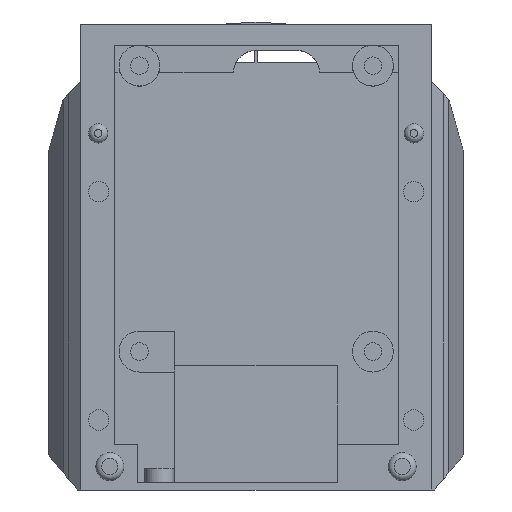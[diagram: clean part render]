
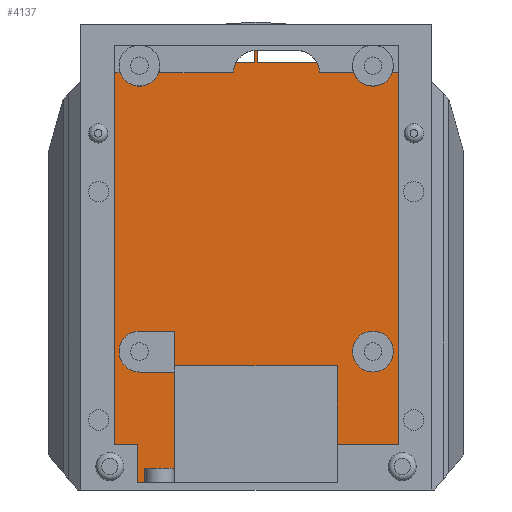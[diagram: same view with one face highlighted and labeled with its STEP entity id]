
A CAD part, front view. The second image highlights one B-rep face of the part: STEP entity #4137.
In plain terms, the highlighted planar face has unit normal (0, -1, 0).
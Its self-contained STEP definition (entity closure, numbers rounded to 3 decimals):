
#37=FACE_BOUND('',#549,.T.);
#110=PLANE('',#4434);
#311=FACE_OUTER_BOUND('',#548,.T.);
#548=EDGE_LOOP('',(#3079,#3080,#3081,#3082,#3083,#3084,#3085,#3086,#3087,
#3088,#3089,#3090,#3091,#3092,#3093,#3094,#3095,#3096,#3097,#3098,#3099,
#3100,#3101,#3102,#3103,#3104,#3105));
#549=EDGE_LOOP('',(#3106));
#811=CIRCLE('',#4415,3.75);
#812=CIRCLE('',#4416,3.75);
#813=CIRCLE('',#4419,3.75);
#815=CIRCLE('',#4425,3.5);
#817=CIRCLE('',#4429,3.5);
#821=CIRCLE('',#4435,3.5);
#822=CIRCLE('',#4436,3.5);
#942=LINE('',#6127,#1429);
#959=LINE('',#6167,#1446);
#965=LINE('',#6183,#1452);
#968=LINE('',#6190,#1455);
#978=LINE('',#6211,#1465);
#983=LINE('',#6229,#1470);
#984=LINE('',#6231,#1471);
#985=LINE('',#6233,#1472);
#986=LINE('',#6235,#1473);
#987=LINE('',#6237,#1474);
#988=LINE('',#6239,#1475);
#989=LINE('',#6243,#1476);
#990=LINE('',#6245,#1477);
#991=LINE('',#6247,#1478);
#992=LINE('',#6249,#1479);
#993=LINE('',#6251,#1480);
#994=LINE('',#6252,#1481);
#995=LINE('',#6254,#1482);
#996=LINE('',#6255,#1483);
#997=LINE('',#6257,#1484);
#998=LINE('',#6258,#1485);
#1429=VECTOR('',#4894,10.);
#1446=VECTOR('',#4923,10.);
#1452=VECTOR('',#4943,10.);
#1455=VECTOR('',#4952,10.);
#1465=VECTOR('',#4970,10.);
#1470=VECTOR('',#4989,10.);
#1471=VECTOR('',#4990,10.);
#1472=VECTOR('',#4991,10.);
#1473=VECTOR('',#4992,10.);
#1474=VECTOR('',#4993,10.);
#1475=VECTOR('',#4994,10.);
#1476=VECTOR('',#4997,10.);
#1477=VECTOR('',#4998,10.);
#1478=VECTOR('',#4999,10.);
#1479=VECTOR('',#5000,10.);
#1480=VECTOR('',#5001,10.);
#1481=VECTOR('',#5002,10.);
#1482=VECTOR('',#5003,10.);
#1483=VECTOR('',#5004,10.);
#1484=VECTOR('',#5005,10.);
#1485=VECTOR('',#5006,10.);
#1921=VERTEX_POINT('',#6124);
#1922=VERTEX_POINT('',#6126);
#1923=VERTEX_POINT('',#6130);
#1925=VERTEX_POINT('',#6133);
#1927=VERTEX_POINT('',#6139);
#1931=VERTEX_POINT('',#6146);
#1933=VERTEX_POINT('',#6152);
#1937=VERTEX_POINT('',#6159);
#1938=VERTEX_POINT('',#6163);
#1939=VERTEX_POINT('',#6165);
#1940=VERTEX_POINT('',#6169);
#1941=VERTEX_POINT('',#6174);
#1942=VERTEX_POINT('',#6176);
#1956=VERTEX_POINT('',#6228);
#1957=VERTEX_POINT('',#6230);
#1958=VERTEX_POINT('',#6232);
#1959=VERTEX_POINT('',#6234);
#1960=VERTEX_POINT('',#6236);
#1961=VERTEX_POINT('',#6238);
#1962=VERTEX_POINT('',#6240);
#1963=VERTEX_POINT('',#6242);
#1964=VERTEX_POINT('',#6244);
#1965=VERTEX_POINT('',#6246);
#1966=VERTEX_POINT('',#6248);
#1967=VERTEX_POINT('',#6250);
#1968=VERTEX_POINT('',#6253);
#1969=VERTEX_POINT('',#6256);
#1970=VERTEX_POINT('',#6259);
#2341=EDGE_CURVE('',#1922,#1921,#942,.T.);
#2360=EDGE_CURVE('',#1938,#1939,#959,.T.);
#2361=EDGE_CURVE('',#1940,#1937,#811,.T.);
#2363=EDGE_CURVE('',#1933,#1922,#812,.T.);
#2367=EDGE_CURVE('',#1939,#1931,#813,.T.);
#2369=EDGE_CURVE('',#1927,#1940,#965,.T.);
#2373=EDGE_CURVE('',#1925,#1923,#968,.T.);
#2378=EDGE_CURVE('',#1921,#1925,#815,.T.);
#2385=EDGE_CURVE('',#1941,#1942,#978,.T.);
#2386=EDGE_CURVE('',#1942,#1938,#817,.T.);
#2394=EDGE_CURVE('',#1923,#1956,#983,.T.);
#2395=EDGE_CURVE('',#1956,#1957,#984,.T.);
#2396=EDGE_CURVE('',#1957,#1958,#985,.T.);
#2397=EDGE_CURVE('',#1958,#1959,#986,.T.);
#2398=EDGE_CURVE('',#1959,#1960,#987,.T.);
#2399=EDGE_CURVE('',#1960,#1961,#988,.T.);
#2400=EDGE_CURVE('',#1961,#1962,#821,.T.);
#2401=EDGE_CURVE('',#1962,#1963,#989,.T.);
#2402=EDGE_CURVE('',#1963,#1964,#990,.T.);
#2403=EDGE_CURVE('',#1964,#1965,#991,.T.);
#2404=EDGE_CURVE('',#1965,#1966,#992,.T.);
#2405=EDGE_CURVE('',#1966,#1967,#993,.T.);
#2406=EDGE_CURVE('',#1967,#1941,#994,.T.);
#2407=EDGE_CURVE('',#1931,#1968,#995,.T.);
#2408=EDGE_CURVE('',#1968,#1927,#996,.T.);
#2409=EDGE_CURVE('',#1937,#1969,#997,.T.);
#2410=EDGE_CURVE('',#1969,#1933,#998,.T.);
#2411=EDGE_CURVE('',#1970,#1970,#822,.T.);
#3079=ORIENTED_EDGE('',*,*,#2363,.T.);
#3080=ORIENTED_EDGE('',*,*,#2341,.T.);
#3081=ORIENTED_EDGE('',*,*,#2378,.T.);
#3082=ORIENTED_EDGE('',*,*,#2373,.T.);
#3083=ORIENTED_EDGE('',*,*,#2394,.T.);
#3084=ORIENTED_EDGE('',*,*,#2395,.T.);
#3085=ORIENTED_EDGE('',*,*,#2396,.T.);
#3086=ORIENTED_EDGE('',*,*,#2397,.T.);
#3087=ORIENTED_EDGE('',*,*,#2398,.T.);
#3088=ORIENTED_EDGE('',*,*,#2399,.T.);
#3089=ORIENTED_EDGE('',*,*,#2400,.T.);
#3090=ORIENTED_EDGE('',*,*,#2401,.T.);
#3091=ORIENTED_EDGE('',*,*,#2402,.T.);
#3092=ORIENTED_EDGE('',*,*,#2403,.T.);
#3093=ORIENTED_EDGE('',*,*,#2404,.T.);
#3094=ORIENTED_EDGE('',*,*,#2405,.T.);
#3095=ORIENTED_EDGE('',*,*,#2406,.T.);
#3096=ORIENTED_EDGE('',*,*,#2385,.T.);
#3097=ORIENTED_EDGE('',*,*,#2386,.T.);
#3098=ORIENTED_EDGE('',*,*,#2360,.T.);
#3099=ORIENTED_EDGE('',*,*,#2367,.T.);
#3100=ORIENTED_EDGE('',*,*,#2407,.T.);
#3101=ORIENTED_EDGE('',*,*,#2408,.T.);
#3102=ORIENTED_EDGE('',*,*,#2369,.T.);
#3103=ORIENTED_EDGE('',*,*,#2361,.T.);
#3104=ORIENTED_EDGE('',*,*,#2409,.T.);
#3105=ORIENTED_EDGE('',*,*,#2410,.T.);
#3106=ORIENTED_EDGE('',*,*,#2411,.T.);
#4137=ADVANCED_FACE('',(#311,#37),#110,.T.);
#4415=AXIS2_PLACEMENT_3D('',#6170,#4926,#4927);
#4416=AXIS2_PLACEMENT_3D('',#6172,#4929,#4930);
#4419=AXIS2_PLACEMENT_3D('',#6180,#4938,#4939);
#4425=AXIS2_PLACEMENT_3D('',#6199,#4959,#4960);
#4429=AXIS2_PLACEMENT_3D('',#6213,#4973,#4974);
#4434=AXIS2_PLACEMENT_3D('',#6227,#4987,#4988);
#4435=AXIS2_PLACEMENT_3D('',#6241,#4995,#4996);
#4436=AXIS2_PLACEMENT_3D('',#6260,#5007,#5008);
#4894=DIRECTION('',(-1.,0.,0.));
#4923=DIRECTION('',(-1.,0.,0.));
#4926=DIRECTION('center_axis',(0.,-1.,0.));
#4927=DIRECTION('ref_axis',(0.,0.,
1.));
#4929=DIRECTION('center_axis',(0.,-1.,0.));
#4930=DIRECTION('ref_axis',(0.,0.,
1.));
#4938=DIRECTION('center_axis',(0.,-1.,0.));
#4939=DIRECTION('ref_axis',(0.,0.,
-1.));
#4943=DIRECTION('',(-1.,0.,0.));
#4952=DIRECTION('',(-1.,0.,0.));
#4959=DIRECTION('center_axis',(0.,1.,0.));
#4960=DIRECTION('ref_axis',(1.,0.,0.));
#4970=DIRECTION('',(-1.,0.,0.));
#4973=DIRECTION('center_axis',(0.,1.,0.));
#4974=DIRECTION('ref_axis',(1.,0.,0.));
#4987=DIRECTION('center_axis',(0.,-1.,0.));
#4988=DIRECTION('ref_axis',(-1.,0.,0.));
#4989=DIRECTION('',(0.,0.,-1.));
#4990=DIRECTION('',(1.,0.,0.));
#4991=DIRECTION('',(0.,0.,-1.));
#4992=DIRECTION('',(1.,0.,0.));
#4993=DIRECTION('',(0.,0.,1.));
#4994=DIRECTION('',(-1.,0.,0.));
#4995=DIRECTION('center_axis',(0.,1.,0.));
#4996=DIRECTION('ref_axis',(1.,0.,0.));
#4997=DIRECTION('',(1.,0.,0.));
#4998=DIRECTION('',(0.,0.,-1.));
#4999=DIRECTION('',(1.,0.,0.));
#5000=DIRECTION('',(0.,0.,-1.));
#5001=DIRECTION('',(1.,0.,0.));
#5002=DIRECTION('',(0.,0.,1.));
#5003=DIRECTION('',(-1.,0.,0.));
#5004=DIRECTION('',(0.,0.,1.));
#5005=DIRECTION('',(0.,0.,-1.));
#5006=DIRECTION('',(-1.,0.,0.));
#5007=DIRECTION('center_axis',(0.,1.,0.));
#5008=DIRECTION('ref_axis',(1.,0.,0.));
#6124=CARTESIAN_POINT('',(-16.702,-1.,32.435));
#6126=CARTESIAN_POINT('',(-3.868,-1.,32.435));
#6127=CARTESIAN_POINT('',(-14.954,-1.,32.435));
#6130=CARTESIAN_POINT('',(-24.25,-1.,32.435));
#6133=CARTESIAN_POINT('',(-23.298,-1.,32.435));
#6139=CARTESIAN_POINT('',(0.171,-1.,36.185));
#6146=CARTESIAN_POINT('',(10.394,-1.,34.195));
#6152=CARTESIAN_POINT('',(-3.429,-1.,34.195));
#6159=CARTESIAN_POINT('',(-0.229,-1.,36.183));
#6163=CARTESIAN_POINT('',(16.702,-1.,32.435));
#6165=CARTESIAN_POINT('',(10.832,-1.,32.435));
#6167=CARTESIAN_POINT('',(5.501,-1.,32.435));
#6169=CARTESIAN_POINT('',(-0.118,-1.,36.185));
#6170=CARTESIAN_POINT('Origin',(-0.118,-1.,32.435));
#6172=CARTESIAN_POINT('Origin',(-0.118,-1.,32.435));
#6174=CARTESIAN_POINT('',(24.335,-1.,32.435));
#6176=CARTESIAN_POINT('',(23.298,-1.,32.435));
#6180=CARTESIAN_POINT('Origin',(7.082,-1.,32.435));
#6183=CARTESIAN_POINT('',(0.026,-1.,36.185));
#6190=CARTESIAN_POINT('',(-20.07,-1.,32.435));
#6199=CARTESIAN_POINT('Origin',(-20.,-1.,33.607));
#6211=CARTESIAN_POINT('',(20.011,-1.,32.435));
#6213=CARTESIAN_POINT('Origin',(20.,-1.,33.607));
#6227=CARTESIAN_POINT('Origin',(0.171,-1.,36.607));
#6228=CARTESIAN_POINT('',(-24.25,-1.,-31.293));
#6229=CARTESIAN_POINT('',(-24.25,-1.,2.657));
#6230=CARTESIAN_POINT('',(-20.25,-1.,-31.293));
#6231=CARTESIAN_POINT('',(-10.04,-1.,-31.293));
#6232=CARTESIAN_POINT('',(-20.25,-1.,-37.893));
#6233=CARTESIAN_POINT('',(-20.25,-1.,-0.643));
#6234=CARTESIAN_POINT('',(-13.929,-1.,-37.893));
#6235=CARTESIAN_POINT('',(7.02,-1.,-37.893));
#6236=CARTESIAN_POINT('',(-13.929,-1.,-18.893));
#6237=CARTESIAN_POINT('',(-13.929,-1.,-35.893));
#6238=CARTESIAN_POINT('',(-20.,-1.,-18.893));
#6239=CARTESIAN_POINT('',(-9.915,-1.,-18.893));
#6240=CARTESIAN_POINT('',(-20.,-1.,-11.893));
#6241=CARTESIAN_POINT('Origin',(-20.,-1.,-15.393));
#6242=CARTESIAN_POINT('',(-13.929,-1.,-11.893));
#6243=CARTESIAN_POINT('',(-6.879,-1.,-11.893));
#6244=CARTESIAN_POINT('',(-13.929,-1.,-17.793));
#6245=CARTESIAN_POINT('',(-13.929,-1.,8.857));
#6246=CARTESIAN_POINT('',(13.87,-1.,-17.793));
#6247=CARTESIAN_POINT('',(5.645,-1.,-17.793));
#6248=CARTESIAN_POINT('',(13.87,-1.,-31.293));
#6249=CARTESIAN_POINT('',(13.87,-1.,-35.893));
#6250=CARTESIAN_POINT('',(24.335,-1.,-31.293));
#6251=CARTESIAN_POINT('',(12.253,-1.,-31.293));
#6252=CARTESIAN_POINT('',(24.335,-1.,34.521));
#6253=CARTESIAN_POINT('',(0.171,-1.,34.195));
#6254=CARTESIAN_POINT('',(-6.45,-1.,34.195));
#6255=CARTESIAN_POINT('',(0.171,-1.,36.607));
#6256=CARTESIAN_POINT('',(-0.229,-1.,34.195));
#6257=CARTESIAN_POINT('',(-0.229,-1.,36.607));
#6258=CARTESIAN_POINT('',(-6.45,-1.,34.195));
#6259=CARTESIAN_POINT('',(16.5,-1.,-15.393));
#6260=CARTESIAN_POINT('Origin',(20.,-1.,-15.393));
